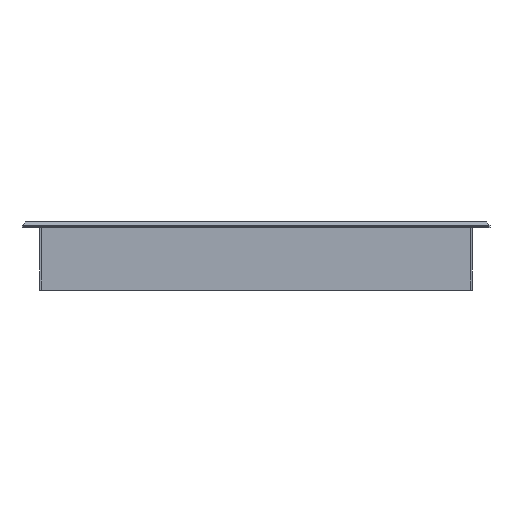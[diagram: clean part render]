
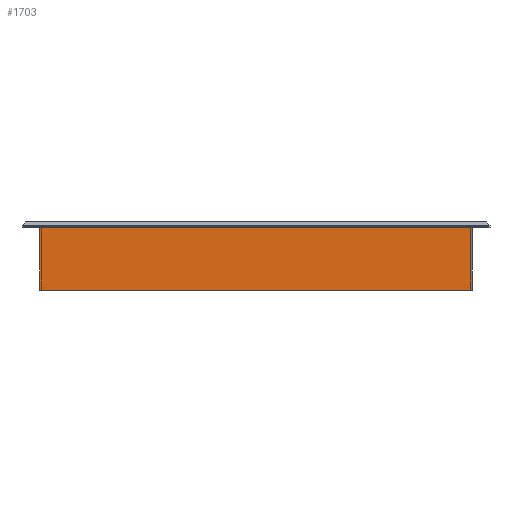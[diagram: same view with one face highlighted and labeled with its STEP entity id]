
A CAD part, front view. The second image highlights one B-rep face of the part: STEP entity #1703.
In plain terms, the highlighted planar face has unit normal (0, -1, 0).
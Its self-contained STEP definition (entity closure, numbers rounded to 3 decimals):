
#81 = DIRECTION ( 'NONE',  ( 1., 0., 0. ) ) ;
#132 = ORIENTED_EDGE ( 'NONE', *, *, #1726, .F. ) ;
#275 = VERTEX_POINT ( 'NONE', #2439 ) ;
#432 = EDGE_CURVE ( 'NONE', #3778, #3305, #1842, .T. ) ;
#439 = DIRECTION ( 'NONE',  ( 0., -1., 0. ) ) ;
#778 = DIRECTION ( 'NONE',  ( 1., 0., 0. ) ) ;
#934 = CARTESIAN_POINT ( 'NONE',  ( 165., -165., -47.5 ) ) ;
#1041 = CARTESIAN_POINT ( 'NONE',  ( -165., -165., -47.5 ) ) ;
#1102 = AXIS2_PLACEMENT_3D ( 'NONE', #1041, #439, #778 ) ;
#1112 = CARTESIAN_POINT ( 'NONE',  ( -165., -165., -47.5 ) ) ;
#1124 = ORIENTED_EDGE ( 'NONE', *, *, #1681, .T. ) ;
#1280 = LINE ( 'NONE', #3304, #2900 ) ;
#1343 = VECTOR ( 'NONE', #1901, 1000. ) ;
#1364 = FACE_OUTER_BOUND ( 'NONE', #2321, .T. ) ;
#1401 = PLANE ( 'NONE',  #1102 ) ;
#1420 = CARTESIAN_POINT ( 'NONE',  ( -165., -165., -47.5 ) ) ;
#1611 = VECTOR ( 'NONE', #2296, 1000. ) ;
#1681 = EDGE_CURVE ( 'NONE', #3305, #2181, #1280, .T. ) ;
#1703 = ADVANCED_FACE ( 'NONE', ( #1364 ), #1401, .T. ) ;
#1726 = EDGE_CURVE ( 'NONE', #3778, #275, #2839, .T. ) ;
#1842 = LINE ( 'NONE', #3007, #3419 ) ;
#1901 = DIRECTION ( 'NONE',  ( 1., 0., 0. ) ) ;
#2095 = LINE ( 'NONE', #3262, #1343 ) ;
#2181 = VERTEX_POINT ( 'NONE', #3119 ) ;
#2296 = DIRECTION ( 'NONE',  ( 0., 0., 1. ) ) ;
#2307 = EDGE_CURVE ( 'NONE', #275, #2181, #2095, .T. ) ;
#2321 = EDGE_LOOP ( 'NONE', ( #1124, #2880, #132, #2845 ) ) ;
#2439 = CARTESIAN_POINT ( 'NONE',  ( -165., -165., 0. ) ) ;
#2839 = LINE ( 'NONE', #1112, #1611 ) ;
#2845 = ORIENTED_EDGE ( 'NONE', *, *, #432, .T. ) ;
#2880 = ORIENTED_EDGE ( 'NONE', *, *, #2307, .F. ) ;
#2900 = VECTOR ( 'NONE', #3340, 1000. ) ;
#3007 = CARTESIAN_POINT ( 'NONE',  ( -165., -165., -47.5 ) ) ;
#3119 = CARTESIAN_POINT ( 'NONE',  ( 165., -165., 0. ) ) ;
#3262 = CARTESIAN_POINT ( 'NONE',  ( 165., -165., 0. ) ) ;
#3304 = CARTESIAN_POINT ( 'NONE',  ( 165., -165., -47.5 ) ) ;
#3305 = VERTEX_POINT ( 'NONE', #934 ) ;
#3340 = DIRECTION ( 'NONE',  ( 0., 0., 1. ) ) ;
#3419 = VECTOR ( 'NONE', #81, 1000. ) ;
#3778 = VERTEX_POINT ( 'NONE', #1420 ) ;
